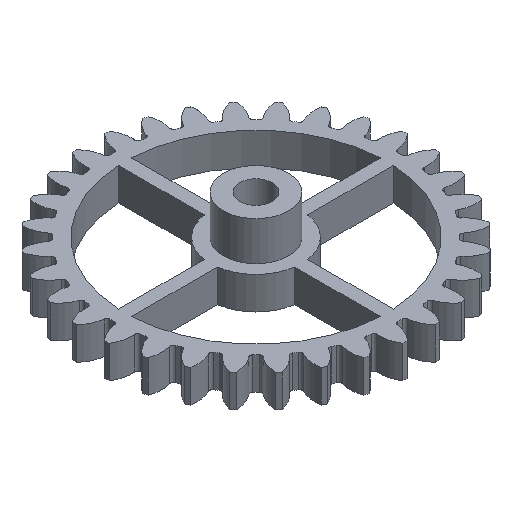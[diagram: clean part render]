
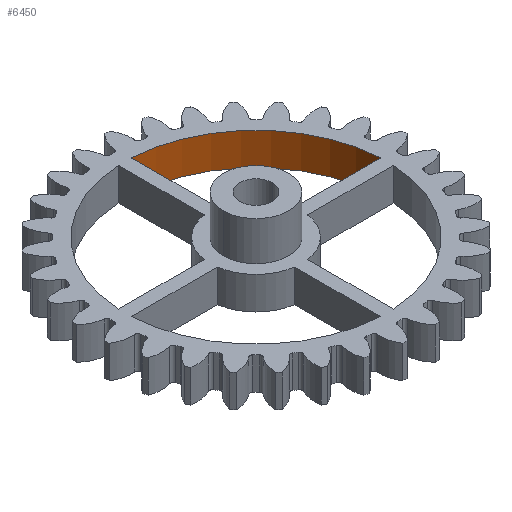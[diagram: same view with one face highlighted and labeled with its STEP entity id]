
A CAD part, isometric view. The second image highlights one B-rep face of the part: STEP entity #6450.
In plain terms, the highlighted cylindrical face has radius 40.25 mm (diameter 80.5 mm), a partial arc.
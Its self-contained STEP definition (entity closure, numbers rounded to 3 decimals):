
#425 = CARTESIAN_POINT ( 'NONE',  ( 0., 0., -5. ) ) ;
#607 = AXIS2_PLACEMENT_3D ( 'NONE', #425, #7503, #4880 ) ;
#833 = VECTOR ( 'NONE', #1744, 1000. ) ;
#930 = DIRECTION ( 'NONE',  ( 1., 0., 0. ) ) ;
#1105 = CARTESIAN_POINT ( 'NONE',  ( 40.2, 2., -5. ) ) ;
#1359 = ORIENTED_EDGE ( 'NONE', *, *, #4820, .F. ) ;
#1464 = DIRECTION ( 'NONE',  ( 0., 0., 1. ) ) ;
#1506 = VERTEX_POINT ( 'NONE', #2621 ) ;
#1739 = CYLINDRICAL_SURFACE ( 'NONE', #607, 40.25 ) ;
#1744 = DIRECTION ( 'NONE',  ( 0., 0., 1. ) ) ;
#1865 = CARTESIAN_POINT ( 'NONE',  ( 40.2, 2., 5. ) ) ;
#2508 = VERTEX_POINT ( 'NONE', #1865 ) ;
#2621 = CARTESIAN_POINT ( 'NONE',  ( 2., 40.2, 5. ) ) ;
#2688 = DIRECTION ( 'NONE',  ( 0., 0., 1. ) ) ;
#2853 = VECTOR ( 'NONE', #1464, 1000. ) ;
#2935 = EDGE_LOOP ( 'NONE', ( #4288, #1359, #4591, #3744 ) ) ;
#3118 = CARTESIAN_POINT ( 'NONE',  ( 0., 0., 5. ) ) ;
#3627 = EDGE_CURVE ( 'NONE', #4824, #2508, #4379, .T. ) ;
#3744 = ORIENTED_EDGE ( 'NONE', *, *, #3627, .T. ) ;
#3807 = CIRCLE ( 'NONE', #6101, 40.25 ) ;
#3856 = VERTEX_POINT ( 'NONE', #6582 ) ;
#3870 = CARTESIAN_POINT ( 'NONE',  ( 2., 40.2, -5. ) ) ;
#3912 = CARTESIAN_POINT ( 'NONE',  ( 40.2, 2., -5. ) ) ;
#4288 = ORIENTED_EDGE ( 'NONE', *, *, #7288, .T. ) ;
#4379 = LINE ( 'NONE', #1105, #833 ) ;
#4591 = ORIENTED_EDGE ( 'NONE', *, *, #8029, .F. ) ;
#4820 = EDGE_CURVE ( 'NONE', #3856, #1506, #7102, .T. ) ;
#4824 = VERTEX_POINT ( 'NONE', #3912 ) ;
#4880 = DIRECTION ( 'NONE',  ( 1., 0., 0. ) ) ;
#5272 = CIRCLE ( 'NONE', #7802, 40.25 ) ;
#6101 = AXIS2_PLACEMENT_3D ( 'NONE', #7914, #2688, #930 ) ;
#6450 = ADVANCED_FACE ( 'NONE', ( #6800 ), #1739, .F. ) ;
#6582 = CARTESIAN_POINT ( 'NONE',  ( 2., 40.2, -5. ) ) ;
#6800 = FACE_OUTER_BOUND ( 'NONE', #2935, .T. ) ;
#6891 = DIRECTION ( 'NONE',  ( 1., 0., 0. ) ) ;
#6970 = DIRECTION ( 'NONE',  ( 0., 0., 1. ) ) ;
#7102 = LINE ( 'NONE', #3870, #2853 ) ;
#7288 = EDGE_CURVE ( 'NONE', #2508, #1506, #5272, .T. ) ;
#7503 = DIRECTION ( 'NONE',  ( 0., 0., 1. ) ) ;
#7802 = AXIS2_PLACEMENT_3D ( 'NONE', #3118, #6970, #6891 ) ;
#7914 = CARTESIAN_POINT ( 'NONE',  ( 0., 0., -5. ) ) ;
#8029 = EDGE_CURVE ( 'NONE', #4824, #3856, #3807, .T. ) ;
